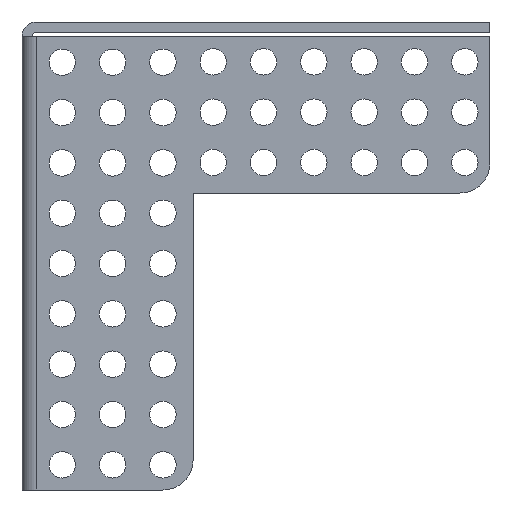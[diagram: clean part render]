
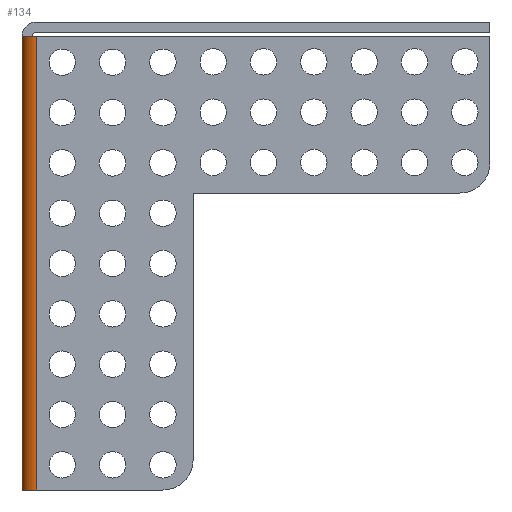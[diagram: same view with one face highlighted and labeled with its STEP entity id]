
A CAD part, left-side view. The second image highlights one B-rep face of the part: STEP entity #134.
In plain terms, the highlighted cylindrical face has radius 2.337 mm (diameter 4.673 mm), a partial arc.
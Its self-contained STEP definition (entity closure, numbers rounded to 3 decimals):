
#96 = ORIENTED_EDGE ( 'NONE', *, *, #8055, .T. ) ;
#134 = ADVANCED_FACE ( 'NONE', ( #2551 ), #5019, .T. ) ;
#1327 = VERTEX_POINT ( 'NONE', #2955 ) ;
#1339 = EDGE_CURVE ( 'NONE', #1327, #6852, #7305, .T. ) ;
#1657 = CARTESIAN_POINT ( 'NONE',  ( -70.058, -2.337, 25.688 ) ) ;
#1838 = VERTEX_POINT ( 'NONE', #6885 ) ;
#1914 = DIRECTION ( 'NONE',  ( -1., 0., 0. ) ) ;
#1937 = CIRCLE ( 'NONE', #2990, 2.337 ) ;
#2551 = FACE_OUTER_BOUND ( 'NONE', #10645, .T. ) ;
#2955 = CARTESIAN_POINT ( 'NONE',  ( -70.058, 0., 25.688 ) ) ;
#2990 = AXIS2_PLACEMENT_3D ( 'NONE', #6249, #5474, #1914 ) ;
#3403 = CARTESIAN_POINT ( 'NONE',  ( -72.394, -2.337, -46.375 ) ) ;
#3424 = ORIENTED_EDGE ( 'NONE', *, *, #10659, .T. ) ;
#3511 = DIRECTION ( 'NONE',  ( 0., 0., 1. ) ) ;
#4220 = LINE ( 'NONE', #3403, #5967 ) ;
#4978 = VECTOR ( 'NONE', #6473, 1000. ) ;
#5010 = DIRECTION ( 'NONE',  ( -1., 0., 0. ) ) ;
#5019 = CYLINDRICAL_SURFACE ( 'NONE', #7265, 2.337 ) ;
#5094 = AXIS2_PLACEMENT_3D ( 'NONE', #1657, #7546, #5010 ) ;
#5177 = ORIENTED_EDGE ( 'NONE', *, *, #1339, .T. ) ;
#5474 = DIRECTION ( 'NONE',  ( 0., 0., 1. ) ) ;
#5967 = VECTOR ( 'NONE', #3511, 1000. ) ;
#6249 = CARTESIAN_POINT ( 'NONE',  ( -70.058, -2.337, -46.375 ) ) ;
#6304 = CARTESIAN_POINT ( 'NONE',  ( -70.058, 0., -46.375 ) ) ;
#6473 = DIRECTION ( 'NONE',  ( 0., 0., -1. ) ) ;
#6790 = DIRECTION ( 'NONE',  ( 0., 0., -1. ) ) ;
#6852 = VERTEX_POINT ( 'NONE', #7459 ) ;
#6885 = CARTESIAN_POINT ( 'NONE',  ( -72.394, -2.337, -46.375 ) ) ;
#7265 = AXIS2_PLACEMENT_3D ( 'NONE', #7778, #6790, #8497 ) ;
#7305 = LINE ( 'NONE', #6304, #4978 ) ;
#7459 = CARTESIAN_POINT ( 'NONE',  ( -70.058, 0., -46.375 ) ) ;
#7546 = DIRECTION ( 'NONE',  ( 0., 0., -1. ) ) ;
#7778 = CARTESIAN_POINT ( 'NONE',  ( -70.058, -2.337, -46.375 ) ) ;
#7886 = CARTESIAN_POINT ( 'NONE',  ( -72.394, -2.337, 25.688 ) ) ;
#8055 = EDGE_CURVE ( 'NONE', #1838, #10322, #4220, .T. ) ;
#8118 = EDGE_CURVE ( 'NONE', #6852, #1838, #1937, .T. ) ;
#8497 = DIRECTION ( 'NONE',  ( -1., 0., 0. ) ) ;
#9244 = ORIENTED_EDGE ( 'NONE', *, *, #8118, .T. ) ;
#10322 = VERTEX_POINT ( 'NONE', #7886 ) ;
#10645 = EDGE_LOOP ( 'NONE', ( #5177, #9244, #96, #3424 ) ) ;
#10659 = EDGE_CURVE ( 'NONE', #10322, #1327, #10725, .T. ) ;
#10725 = CIRCLE ( 'NONE', #5094, 2.337 ) ;
